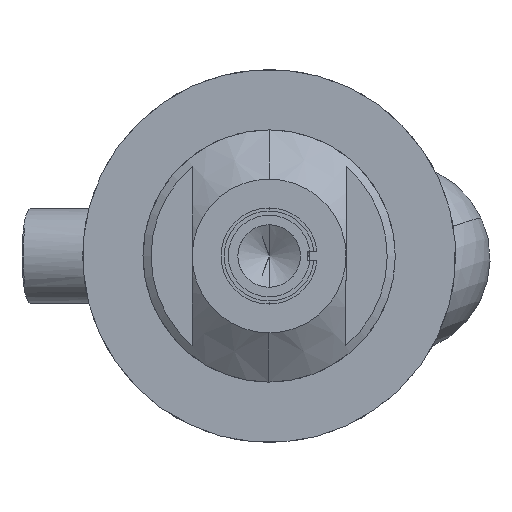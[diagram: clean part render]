
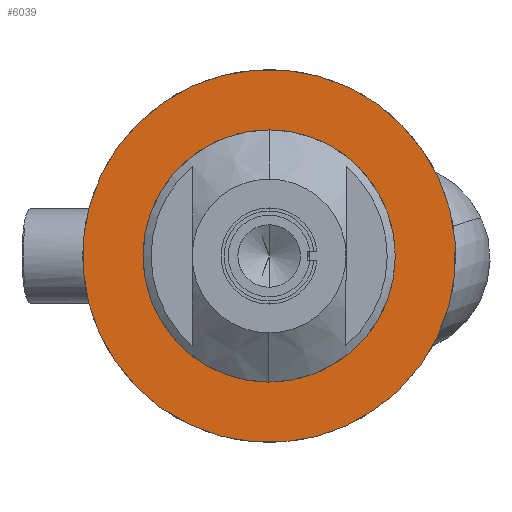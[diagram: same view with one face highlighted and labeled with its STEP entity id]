
A CAD part, left-side view. The second image highlights one B-rep face of the part: STEP entity #6039.
In plain terms, the highlighted planar face has unit normal (-1, 0, 0).
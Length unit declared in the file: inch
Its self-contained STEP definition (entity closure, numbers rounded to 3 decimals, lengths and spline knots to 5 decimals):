
#281 = EDGE_LOOP ( 'NONE', ( #10529, #1573 ) ) ;
#663 = CARTESIAN_POINT ( 'NONE',  ( -4.28, 0.86379, -0.8509 ) ) ;
#726 = CIRCLE ( 'NONE', #10005, 0.82 ) ;
#823 = AXIS2_PLACEMENT_3D ( 'NONE', #7793, #6581, #7714 ) ;
#860 = VERTEX_POINT ( 'NONE', #3872 ) ;
#1089 = CARTESIAN_POINT ( 'NONE',  ( -4.28, 0., 0. ) ) ;
#1280 = AXIS2_PLACEMENT_3D ( 'NONE', #11708, #10255, #6951 ) ;
#1573 = ORIENTED_EDGE ( 'NONE', *, *, #4620, .T. ) ;
#3710 = ORIENTED_EDGE ( 'NONE', *, *, #4280, .F. ) ;
#3828 = FACE_BOUND ( 'NONE', #281, .T. ) ;
#3872 = CARTESIAN_POINT ( 'NONE',  ( -4.28, 0.58417, -0.57545 ) ) ;
#3970 = CARTESIAN_POINT ( 'NONE',  ( -4.28, -0.58417, 0.57545 ) ) ;
#4280 = EDGE_CURVE ( 'NONE', #12732, #9084, #13007, .T. ) ;
#4620 = EDGE_CURVE ( 'NONE', #860, #6346, #726, .T. ) ;
#4975 = DIRECTION ( 'NONE',  ( 0., -0.712, 0.702 ) ) ;
#5777 = DIRECTION ( 'NONE',  ( 1., 0., 0. ) ) ;
#5859 = CIRCLE ( 'NONE', #7811, 0.82 ) ;
#6039 = ADVANCED_FACE ( 'NONE', ( #9544, #3828 ), #8484, .F. ) ;
#6306 = AXIS2_PLACEMENT_3D ( 'NONE', #14240, #8333, #4975 ) ;
#6346 = VERTEX_POINT ( 'NONE', #3970 ) ;
#6581 = DIRECTION ( 'NONE',  ( 1., 0., 0. ) ) ;
#6951 = DIRECTION ( 'NONE',  ( 0., -0.712, 0.702 ) ) ;
#7714 = DIRECTION ( 'NONE',  ( 0., -0.712, 0.702 ) ) ;
#7793 = CARTESIAN_POINT ( 'NONE',  ( -4.28, 0.57545, 0.58417 ) ) ;
#7811 = AXIS2_PLACEMENT_3D ( 'NONE', #1089, #5777, #15126 ) ;
#7858 = CARTESIAN_POINT ( 'NONE',  ( -4.28, 0., 0. ) ) ;
#8333 = DIRECTION ( 'NONE',  ( 1., 0., 0. ) ) ;
#8484 = PLANE ( 'NONE',  #823 ) ;
#8710 = CARTESIAN_POINT ( 'NONE',  ( -4.28, -0.86379, 0.8509 ) ) ;
#9084 = VERTEX_POINT ( 'NONE', #663 ) ;
#9544 = FACE_OUTER_BOUND ( 'NONE', #9736, .T. ) ;
#9736 = EDGE_LOOP ( 'NONE', ( #3710, #11393 ) ) ;
#9745 = DIRECTION ( 'NONE',  ( 0., -0.712, 0.702 ) ) ;
#10005 = AXIS2_PLACEMENT_3D ( 'NONE', #7858, #12070, #9745 ) ;
#10255 = DIRECTION ( 'NONE',  ( 1., 0., 0. ) ) ;
#10529 = ORIENTED_EDGE ( 'NONE', *, *, #13850, .T. ) ;
#11393 = ORIENTED_EDGE ( 'NONE', *, *, #12287, .F. ) ;
#11708 = CARTESIAN_POINT ( 'NONE',  ( -4.28, 0., 0. ) ) ;
#12070 = DIRECTION ( 'NONE',  ( 1., 0., 0. ) ) ;
#12287 = EDGE_CURVE ( 'NONE', #9084, #12732, #14853, .T. ) ;
#12732 = VERTEX_POINT ( 'NONE', #8710 ) ;
#13007 = CIRCLE ( 'NONE', #1280, 1.2125 ) ;
#13850 = EDGE_CURVE ( 'NONE', #6346, #860, #5859, .T. ) ;
#14240 = CARTESIAN_POINT ( 'NONE',  ( -4.28, 0., 0. ) ) ;
#14853 = CIRCLE ( 'NONE', #6306, 1.2125 ) ;
#15126 = DIRECTION ( 'NONE',  ( 0., -0.712, 0.702 ) ) ;
